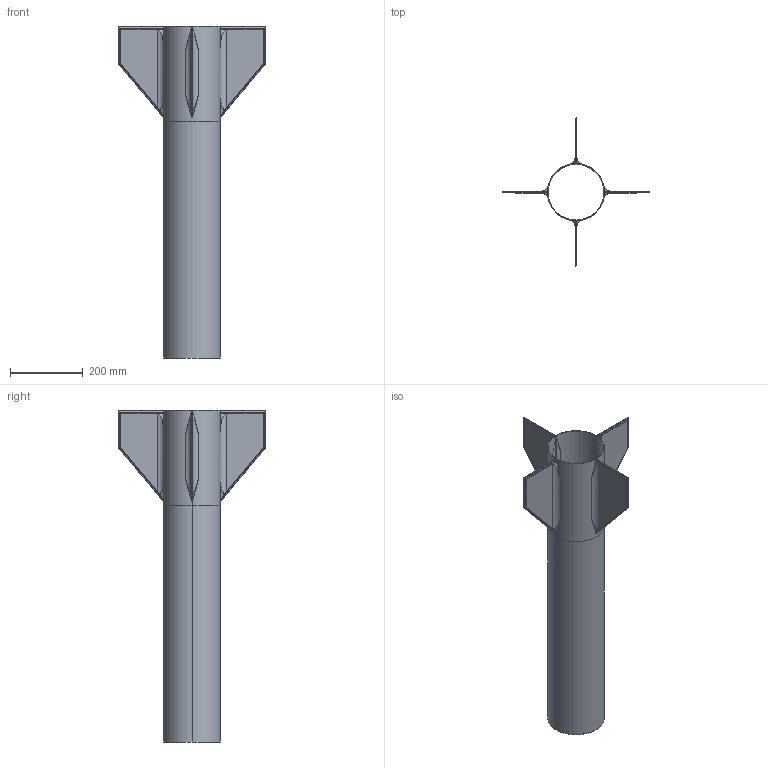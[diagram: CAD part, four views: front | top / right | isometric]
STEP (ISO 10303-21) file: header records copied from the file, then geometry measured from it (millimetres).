
FILE_DESCRIPTION (( 'STEP AP203' ), '1' );
FILE_NAME ('finCan_new.STEP', '2024-11-09T20:43:03', ( '' ), ( '' ), 'SwSTEP 2.0', 'SolidWorks 2024', '' );
FILE_SCHEMA (( 'CONFIG_CONTROL_DESIGN' ));
Length unit declared in the file: millimetre
Products named in the file (1): finCan_new
Bounding box: 407.59 x 407.59 x 914.4 mm (x, y, z)
Surface area: 1854423.7 mm2 (no closed solid volume)
Topology: 0 solids, 42 shells, 297 faces, 760 edges, 528 vertices
Faces by surface type: plane 205, cylinder 84, bspline 8
Entity records: 9084 total; most frequent: CARTESIAN_POINT 2534, ORIENTED_EDGE 1292, DIRECTION 1164, EDGE_CURVE 760, LINE 536, VECTOR 536, VERTEX_POINT 528, AXIS2_PLACEMENT_3D 314
